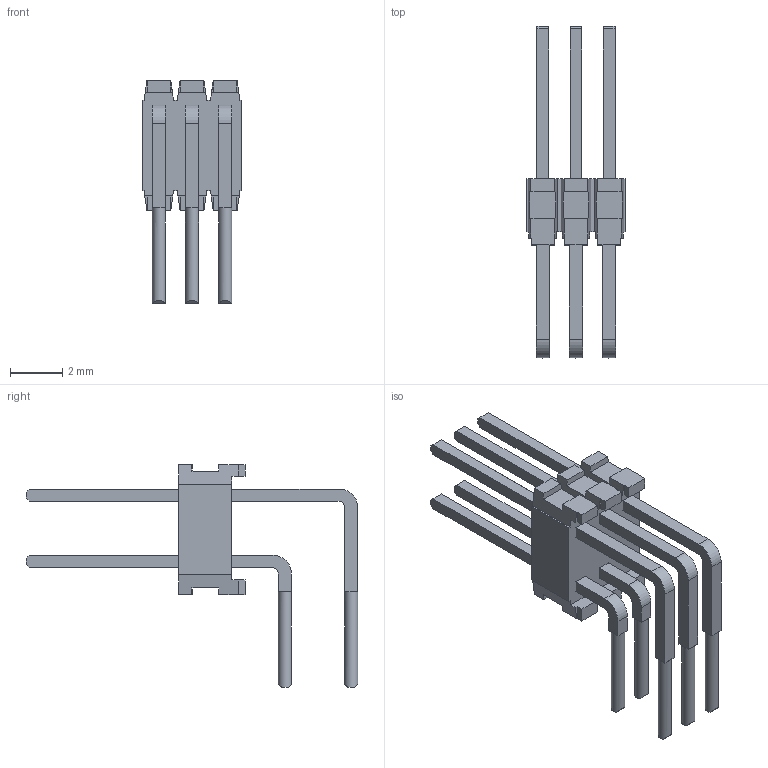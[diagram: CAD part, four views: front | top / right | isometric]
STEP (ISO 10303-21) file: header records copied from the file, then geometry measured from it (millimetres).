
FILE_DESCRIPTION(/* description */ ('STEP AP214'),/* implementation_level */ '2;1');
FILE_NAME(/* name */ 'TMS-103-01-L-D-RA',/* time_stamp */ '2024-10-19T17:03:32+02:00',/* author */ ('License CC BY-ND 4.0'),/* organization */ ('CADENAS'),/* preprocessor_version */ 'ST-DEVELOPER v19.3',/* originating_system */ 'PARTsolutions',/* authorisation */ ' ');
FILE_SCHEMA (('AUTOMOTIVE_DESIGN {1 0 10303 214 3 1 1}'));
Length unit declared in the file: inch
Products named in the file (3): TMS-103-01-L-D-RA; TMS-103-D_header; T-1M6-03-01-D-RA
Assembly tree (2 placements, depth 2):
  TMS-103-01-L-D-RA
    TMS-103-D_header
    T-1M6-03-01-D-RA
Bounding box: 3.81 x 12.7 x 8.53 mm (x, y, z)
Volume: 60 mm3; surface area: 316.2 mm2
Topology: 2 solids, 2 shells, 246 faces, 696 edges, 454 vertices
Faces by surface type: plane 228, cylinder 18
Full cylindrical faces by diameter (mm): 0.508 x6
Entity records: 7850 total; most frequent: CARTESIAN_POINT 1381, ORIENTED_EDGE 1368, DIRECTION 1254, EDGE_CURVE 684, LINE 612, VECTOR 612, VERTEX_POINT 448, AXIS2_PLACEMENT_3D 321
